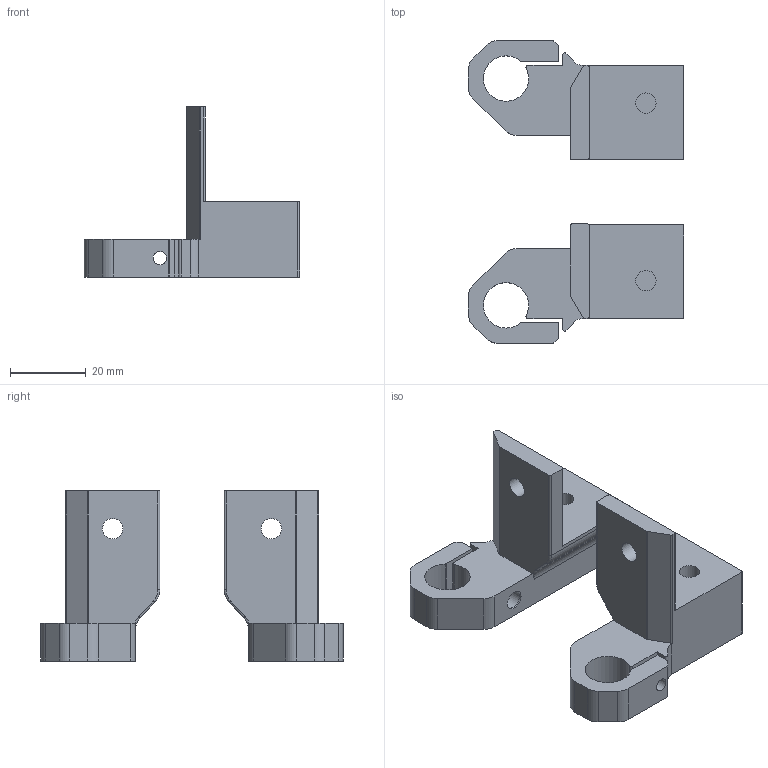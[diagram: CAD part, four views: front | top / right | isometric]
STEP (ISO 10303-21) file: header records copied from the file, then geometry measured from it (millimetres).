
FILE_DESCRIPTION(/* description */ (''),/* implementation_level */ '2;1');
FILE_NAME(/* name */ 'Z_Axis_Linear_Rail_Bracket_-_Double_Z_F01 v6.step',/* time_stamp */ '2020-09-24T13:19:14-07:00',/* author */ (''),/* organization */ (''),/* preprocessor_version */ 'ST-DEVELOPER v18.1',/* originating_system */ 'Autodesk Translation Framework v9.3.0.1241',/* authorisation */ '');
FILE_SCHEMA (('AUTOMOTIVE_DESIGN { 1 0 10303 214 3 1 1 }','FEATURE_BASED_PROCESS_PLANNING'));
Length unit declared in the file: millimetre
Products named in the file (1): Z_Axis_Linear_Rail_Bracket_-_Double_Z_F01
Bounding box: 57 x 80 x 45 mm (x, y, z)
Volume: 35766.3 mm3; surface area: 15410.3 mm2
Topology: 2 solids, 2 shells, 120 faces, 310 edges, 202 vertices
Faces by surface type: cylinder 60, plane 52, torus 8
Full cylindrical faces by diameter (mm): 3.5 x4, 5.1 x2, 5.11 x2, 5.4 x4, 10.5 x2
Entity records: 3757 total; most frequent: DIRECTION 676, CARTESIAN_POINT 645, ORIENTED_EDGE 620, EDGE_CURVE 310, AXIS2_PLACEMENT_3D 249, VERTEX_POINT 202, LINE 178, VECTOR 178
